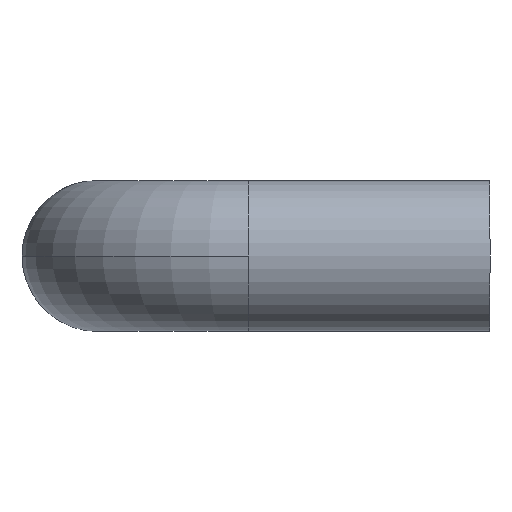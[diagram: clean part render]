
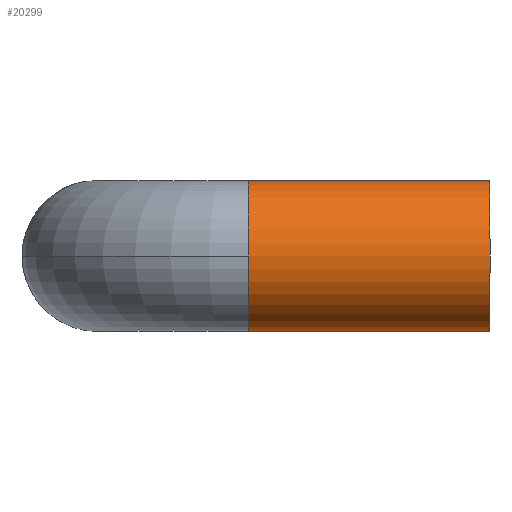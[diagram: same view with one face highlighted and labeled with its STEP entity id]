
A CAD part, left-side view. The second image highlights one B-rep face of the part: STEP entity #20299.
In plain terms, the highlighted cylindrical face has radius 5 mm (diameter 10 mm), a partial arc.
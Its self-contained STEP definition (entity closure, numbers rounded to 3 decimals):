
#1649 = DIRECTION ( 'NONE',  ( 0., 0., 1. ) ) ;
#1983 = CARTESIAN_POINT ( 'NONE',  ( 0., 16., 0. ) ) ;
#2817 = CYLINDRICAL_SURFACE ( 'NONE', #11595, 5. ) ;
#2978 = VERTEX_POINT ( 'NONE', #8150 ) ;
#3257 = DIRECTION ( 'NONE',  ( 0., -1., 0. ) ) ;
#3589 = CIRCLE ( 'NONE', #19653, 5. ) ;
#4101 = LINE ( 'NONE', #13657, #29455 ) ;
#4418 = DIRECTION ( 'NONE',  ( 0., -1., 0. ) ) ;
#5490 = DIRECTION ( 'NONE',  ( 0., 0., 1. ) ) ;
#6323 = CIRCLE ( 'NONE', #14695, 5. ) ;
#6650 = ORIENTED_EDGE ( 'NONE', *, *, #20250, .T. ) ;
#7317 = EDGE_CURVE ( 'NONE', #25588, #13618, #24342, .T. ) ;
#7622 = ORIENTED_EDGE ( 'NONE', *, *, #27977, .T. ) ;
#8063 = VERTEX_POINT ( 'NONE', #10863 ) ;
#8150 = CARTESIAN_POINT ( 'NONE',  ( -5., 16., 0. ) ) ;
#9064 = CARTESIAN_POINT ( 'NONE',  ( 0., 16., -5. ) ) ;
#10694 = EDGE_CURVE ( 'NONE', #15602, #8063, #4101, .T. ) ;
#10818 = ORIENTED_EDGE ( 'NONE', *, *, #7317, .T. ) ;
#10863 = CARTESIAN_POINT ( 'NONE',  ( 0., 0., 5. ) ) ;
#11595 = AXIS2_PLACEMENT_3D ( 'NONE', #18419, #3257, #15731 ) ;
#12871 = DIRECTION ( 'NONE',  ( 0., -1., 0. ) ) ;
#13618 = VERTEX_POINT ( 'NONE', #17165 ) ;
#13628 = VECTOR ( 'NONE', #29434, 1000. ) ;
#13657 = CARTESIAN_POINT ( 'NONE',  ( 0., 16., 5. ) ) ;
#14679 = DIRECTION ( 'NONE',  ( 0., -1., 0. ) ) ;
#14695 = AXIS2_PLACEMENT_3D ( 'NONE', #1983, #4418, #1649 ) ;
#15602 = VERTEX_POINT ( 'NONE', #26699 ) ;
#15731 = DIRECTION ( 'NONE',  ( 0., 0., -1. ) ) ;
#17165 = CARTESIAN_POINT ( 'NONE',  ( 0., 0., -5. ) ) ;
#18419 = CARTESIAN_POINT ( 'NONE',  ( 0., 16., 0. ) ) ;
#19653 = AXIS2_PLACEMENT_3D ( 'NONE', #25612, #12871, #5490 ) ;
#19971 = CARTESIAN_POINT ( 'NONE',  ( 0., 16., -5. ) ) ;
#20250 = EDGE_CURVE ( 'NONE', #2978, #25588, #3589, .T. ) ;
#20299 = ADVANCED_FACE ( 'NONE', ( #26156 ), #2817, .T. ) ;
#22477 = EDGE_LOOP ( 'NONE', ( #23579, #7622, #6650, #10818, #26655 ) ) ;
#23579 = ORIENTED_EDGE ( 'NONE', *, *, #10694, .F. ) ;
#24342 = LINE ( 'NONE', #9064, #13628 ) ;
#25588 = VERTEX_POINT ( 'NONE', #19971 ) ;
#25612 = CARTESIAN_POINT ( 'NONE',  ( 0., 16., 0. ) ) ;
#26156 = FACE_OUTER_BOUND ( 'NONE', #22477, .T. ) ;
#26655 = ORIENTED_EDGE ( 'NONE', *, *, #29933, .F. ) ;
#26699 = CARTESIAN_POINT ( 'NONE',  ( 0., 16., 5. ) ) ;
#27233 = DIRECTION ( 'NONE',  ( 0., 0., 1. ) ) ;
#27441 = CARTESIAN_POINT ( 'NONE',  ( 0., 0., 0. ) ) ;
#27977 = EDGE_CURVE ( 'NONE', #15602, #2978, #6323, .T. ) ;
#28506 = CIRCLE ( 'NONE', #30202, 5. ) ;
#29434 = DIRECTION ( 'NONE',  ( 0., -1., 0. ) ) ;
#29455 = VECTOR ( 'NONE', #31393, 1000. ) ;
#29933 = EDGE_CURVE ( 'NONE', #8063, #13618, #28506, .T. ) ;
#30202 = AXIS2_PLACEMENT_3D ( 'NONE', #27441, #14679, #27233 ) ;
#31393 = DIRECTION ( 'NONE',  ( 0., -1., 0. ) ) ;
